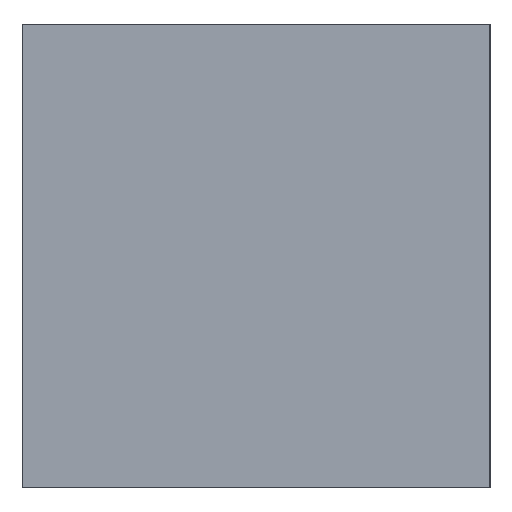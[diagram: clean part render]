
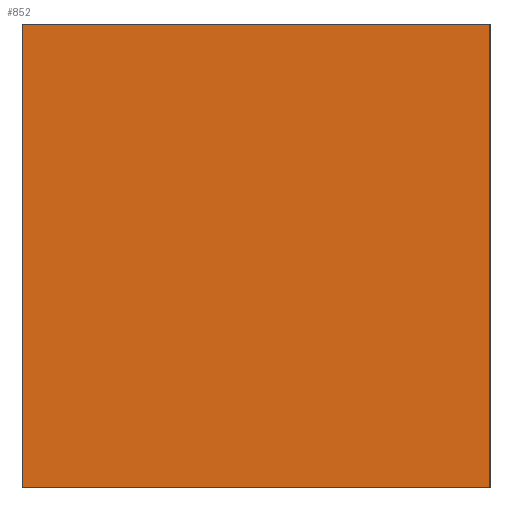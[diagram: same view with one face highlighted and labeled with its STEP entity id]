
A CAD part, left-side view. The second image highlights one B-rep face of the part: STEP entity #852.
In plain terms, the highlighted planar face has unit normal (-1, 0, 0).
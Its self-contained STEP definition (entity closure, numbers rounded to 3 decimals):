
#5 = VERTEX_POINT ( 'NONE', #1041 ) ;
#20 = AXIS2_PLACEMENT_3D ( 'NONE', #50, #974, #1102 ) ;
#50 = CARTESIAN_POINT ( 'NONE',  ( -8.815, 5., 0. ) ) ;
#72 = VERTEX_POINT ( 'NONE', #328 ) ;
#76 = LINE ( 'NONE', #996, #83 ) ;
#83 = VECTOR ( 'NONE', #810, 1000. ) ;
#181 = ORIENTED_EDGE ( 'NONE', *, *, #1136, .T. ) ;
#185 = DIRECTION ( 'NONE',  ( 0., 0., 1. ) ) ;
#195 = PLANE ( 'NONE',  #20 ) ;
#213 = EDGE_CURVE ( 'NONE', #484, #5, #833, .T. ) ;
#275 = CARTESIAN_POINT ( 'NONE',  ( -8.815, 5., 0. ) ) ;
#285 = VECTOR ( 'NONE', #185, 1000. ) ;
#328 = CARTESIAN_POINT ( 'NONE',  ( -8.815, 0., 3.11 ) ) ;
#331 = CARTESIAN_POINT ( 'NONE',  ( -8.815, 0., 0. ) ) ;
#371 = CARTESIAN_POINT ( 'NONE',  ( -8.815, 5., -1.84 ) ) ;
#458 = CARTESIAN_POINT ( 'NONE',  ( -8.815, 0., -1.84 ) ) ;
#484 = VERTEX_POINT ( 'NONE', #1063 ) ;
#510 = ORIENTED_EDGE ( 'NONE', *, *, #213, .F. ) ;
#558 = ORIENTED_EDGE ( 'NONE', *, *, #1150, .T. ) ;
#576 = VERTEX_POINT ( 'NONE', #458 ) ;
#608 = VECTOR ( 'NONE', #728, 1000. ) ;
#623 = EDGE_CURVE ( 'NONE', #5, #72, #76, .T. ) ;
#626 = LINE ( 'NONE', #371, #608 ) ;
#728 = DIRECTION ( 'NONE',  ( 0., -1., 0. ) ) ;
#810 = DIRECTION ( 'NONE',  ( 0., -1., 0. ) ) ;
#833 = LINE ( 'NONE', #275, #285 ) ;
#852 = ADVANCED_FACE ( 'NONE', ( #1033 ), #195, .F. ) ;
#856 = EDGE_LOOP ( 'NONE', ( #558, #181, #976, #510 ) ) ;
#974 = DIRECTION ( 'NONE',  ( 1., 0., 0. ) ) ;
#976 = ORIENTED_EDGE ( 'NONE', *, *, #623, .F. ) ;
#995 = DIRECTION ( 'NONE',  ( 0., 0., 1. ) ) ;
#996 = CARTESIAN_POINT ( 'NONE',  ( -8.815, 5., 3.11 ) ) ;
#1033 = FACE_OUTER_BOUND ( 'NONE', #856, .T. ) ;
#1041 = CARTESIAN_POINT ( 'NONE',  ( -8.815, 5., 3.11 ) ) ;
#1063 = CARTESIAN_POINT ( 'NONE',  ( -8.815, 5., -1.84 ) ) ;
#1084 = LINE ( 'NONE', #331, #1138 ) ;
#1102 = DIRECTION ( 'NONE',  ( 0., 0., -1. ) ) ;
#1136 = EDGE_CURVE ( 'NONE', #576, #72, #1084, .T. ) ;
#1138 = VECTOR ( 'NONE', #995, 1000. ) ;
#1150 = EDGE_CURVE ( 'NONE', #484, #576, #626, .T. ) ;
